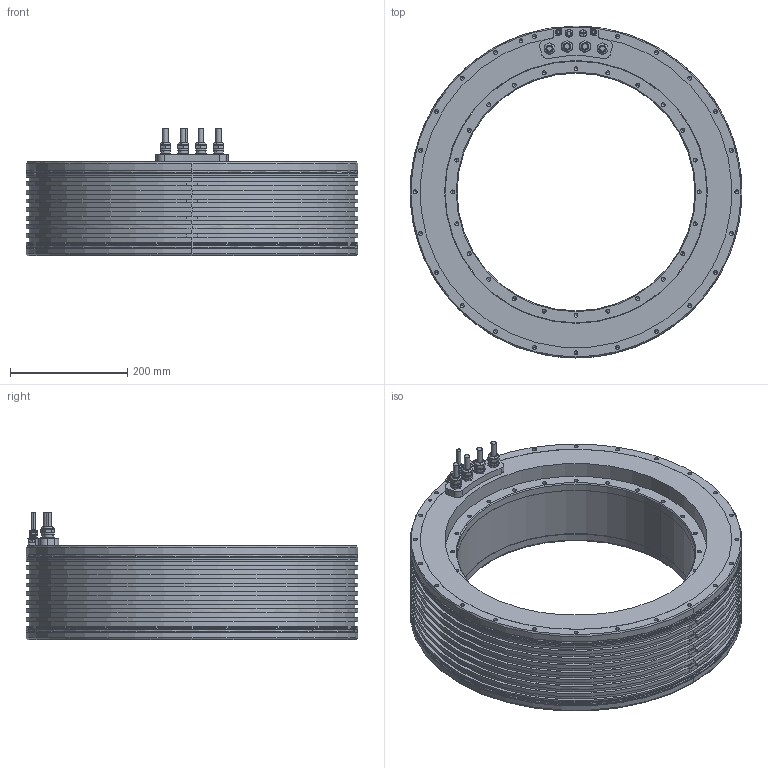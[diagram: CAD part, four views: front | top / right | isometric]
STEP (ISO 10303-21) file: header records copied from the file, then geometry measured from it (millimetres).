
FILE_DESCRIPTION((''),'2;1');
FILE_NAME('1395989-08-D01-01-A','2023-12-20T15:50:16',('ch5533'),(''),'CREO PARAMETRIC BY PTC INC, 2022162','CREO PARAMETRIC BY PTC INC, 2022162','');
FILE_SCHEMA(('AUTOMOTIVE_DESIGN { 1 0 10303 214 1 1 1 1 }'));
Length unit declared in the file: millimetre
Products named in the file (1): 1395989-08-D01-01-A
Bounding box: 565 x 565 x 217 mm (x, y, z)
Volume: 17580696.4 mm3; surface area: 1328273.6 mm2
Topology: 4 solids, 13 shells, 1037 faces, 2489 edges, 1413 vertices
Faces by surface type: cylinder 391, plane 352, cone 244, torus 40, revolution 8, sphere 2
Entity records: 29985 total; most frequent: CARTESIAN_POINT 5465, DIRECTION 5345, ORIENTED_EDGE 4582, EDGE_CURVE 2291, AXIS2_PLACEMENT_3D 2047, VERTEX_POINT 1413, VECTOR 1243, LINE 1243
